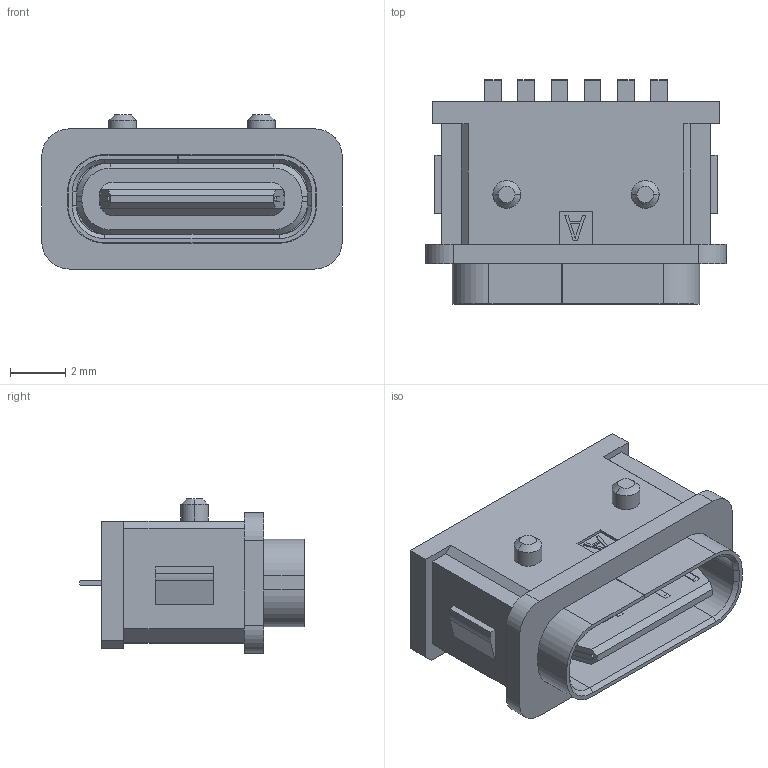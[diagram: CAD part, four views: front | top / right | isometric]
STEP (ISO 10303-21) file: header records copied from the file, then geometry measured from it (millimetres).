
FILE_DESCRIPTION((''),'2;1');
FILE_NAME('MANIFOLD_SOLID_BREP_15506','2021-05-17T',('燠漆顫'),(''),'PRO/ENGINEER BY PARAMETRIC TECHNOLOGY CORPORATION, 2009090','PRO/ENGINEER BY PARAMETRIC TECHNOLOGY CORPORATION, 2009090','');
FILE_SCHEMA(('CONFIG_CONTROL_DESIGN'));
Length unit declared in the file: millimetre
Products named in the file (1): MANIFOLD_SOLID_BREP_15506
Bounding box: 10.84 x 8.12 x 5.56 mm (x, y, z)
Volume: 214.5 mm3; surface area: 747.1 mm2
Topology: 1 solids, 1 shells, 502 faces, 1391 edges, 910 vertices
Faces by surface type: plane 391, cylinder 87, cone 24
Entity records: 15955 total; most frequent: CARTESIAN_POINT 2919, ORIENTED_EDGE 2782, DIRECTION 2583, EDGE_CURVE 1391, VECTOR 1151, LINE 1151, VERTEX_POINT 910, AXIS2_PLACEMENT_3D 716
